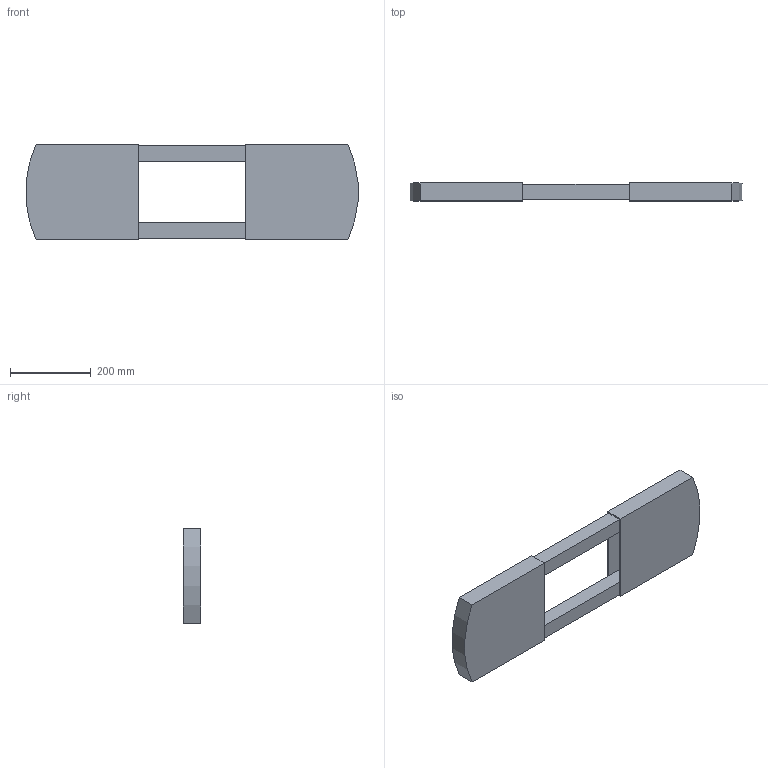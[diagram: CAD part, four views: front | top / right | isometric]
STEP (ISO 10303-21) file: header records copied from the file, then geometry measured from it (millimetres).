
FILE_DESCRIPTION (( 'STEP AP214' ), '1' );
FILE_NAME ('Onewheel.STEP', '2021-10-06T19:10:36', ( '' ), ( '' ), 'SwSTEP 2.0', 'SolidWorks 2020', '' );
FILE_SCHEMA (( 'AUTOMOTIVE_DESIGN' ));
Length unit declared in the file: inch
Products named in the file (3): Frame Sides; Onewheel; Enclosure
Assembly tree (4 placements, depth 2):
  Onewheel
    Frame Sides  x2
    Enclosure  x2
Bounding box: 824.39 x 44.45 x 234.95 mm (x, y, z)
Volume: 3751662.1 mm3; surface area: 824165.1 mm2
Topology: 4 solids, 4 shells, 34 faces, 72 edges, 48 vertices
Faces by surface type: plane 32, cylinder 2
Entity records: 592 total; most frequent: DIRECTION 86, CARTESIAN_POINT 84, ORIENTED_EDGE 72, EDGE_CURVE 36, VECTOR 34, LINE 34, AXIS2_PLACEMENT_3D 26, VERTEX_POINT 24
